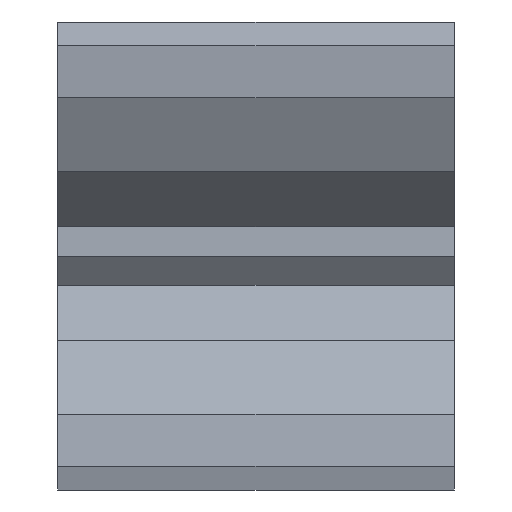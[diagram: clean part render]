
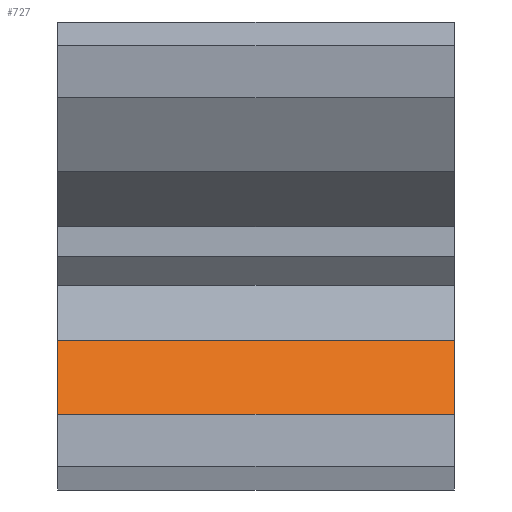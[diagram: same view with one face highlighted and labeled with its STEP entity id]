
A CAD part, left-side view. The second image highlights one B-rep face of the part: STEP entity #727.
In plain terms, the highlighted planar face has unit normal (-0.89, 0, 0.455).
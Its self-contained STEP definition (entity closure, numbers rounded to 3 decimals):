
#24=FACE_OUTER_BOUND('',#61,.T.);
#61=EDGE_LOOP('',(#493,#494,#495,#496));
#100=LINE('',#1015,#203);
#109=LINE('',#1034,#212);
#111=LINE('',#1037,#214);
#112=LINE('',#1038,#215);
#203=VECTOR('',#829,10.);
#212=VECTOR('',#842,10.);
#214=VECTOR('',#846,10.);
#215=VECTOR('',#847,10.);
#306=VERTEX_POINT('',#1013);
#307=VERTEX_POINT('',#1014);
#314=VERTEX_POINT('',#1031);
#315=VERTEX_POINT('',#1033);
#376=EDGE_CURVE('',#306,#307,#100,.T.);
#385=EDGE_CURVE('',#315,#314,#109,.T.);
#387=EDGE_CURVE('',#315,#307,#111,.T.);
#388=EDGE_CURVE('',#306,#314,#112,.T.);
#493=ORIENTED_EDGE('',*,*,#376,.T.);
#494=ORIENTED_EDGE('',*,*,#387,.F.);
#495=ORIENTED_EDGE('',*,*,#385,.T.);
#496=ORIENTED_EDGE('',*,*,#388,.F.);
#691=PLANE('',#784);
#727=ADVANCED_FACE('',(#24),#691,.T.);
#784=AXIS2_PLACEMENT_3D('',#1036,#844,#845);
#829=DIRECTION('',(0.,1.,0.));
#842=DIRECTION('',(0.,-1.,0.));
#844=DIRECTION('center_axis',(-0.89,0.,0.455));
#845=DIRECTION('ref_axis',(-0.455,0.,-0.89));
#846=DIRECTION('',(0.455,0.,0.89));
#847=DIRECTION('',(-0.455,0.,-0.89));
#1013=CARTESIAN_POINT('',(-34.223,0.,-21.19));
#1014=CARTESIAN_POINT('',(-34.223,100.,-21.19));
#1015=CARTESIAN_POINT('',(-34.223,100.,-21.19));
#1031=CARTESIAN_POINT('',(-43.816,0.,-39.944));
#1033=CARTESIAN_POINT('',(-43.816,100.,-39.944));
#1034=CARTESIAN_POINT('',(-43.816,100.,-39.944));
#1036=CARTESIAN_POINT('Origin',(-34.089,100.,-20.927));
#1037=CARTESIAN_POINT('',(-43.816,100.,-39.944));
#1038=CARTESIAN_POINT('',(-36.82,0.,-26.268));
